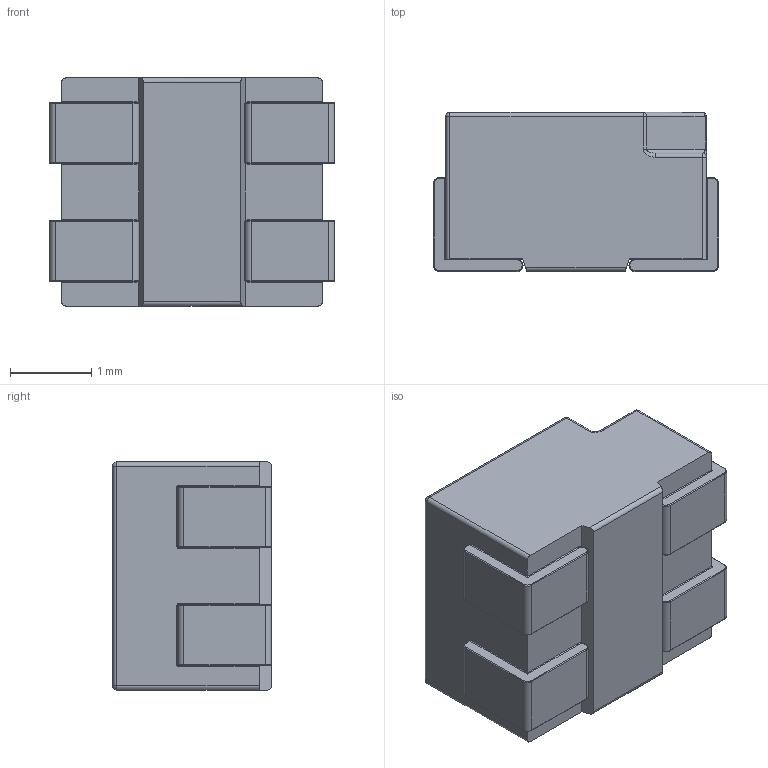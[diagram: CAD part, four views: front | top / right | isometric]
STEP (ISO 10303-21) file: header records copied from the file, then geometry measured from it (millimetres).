
FILE_DESCRIPTION (( 'STEP AP214' ), '1' );
FILE_NAME ('DB782540-F94B-4661-AA6A-15BB8E8B07F7.STEP', '2009-01-22T14:43:50', ( 'sysAdmin' ), ( 'SolidWorks' ), 'SwSTEP 2.0', 'SolidWorks 2009', '' );
FILE_SCHEMA (( 'AUTOMOTIVE_DESIGN' ));
Length unit declared in the file: millimetre
Products named in the file (1): DB782540-F94B-4661-AA6A-15BB8E8B07F7
Bounding box: 3.5 x 1.95 x 2.8 mm (x, y, z)
Volume: 14.1 mm3; surface area: 49.3 mm2
Topology: 2 solids, 2 shells, 173 faces, 404 edges, 230 vertices
Faces by surface type: cylinder 80, plane 39, torus 36, bspline 10, sphere 6, cone 2
Entity records: 7117 total; most frequent: CARTESIAN_POINT 1344, DIRECTION 876, ORIENTED_EDGE 796, EDGE_CURVE 398, AXIS2_PLACEMENT_3D 346, VERTEX_POINT 230, LINE 184, VECTOR 184
